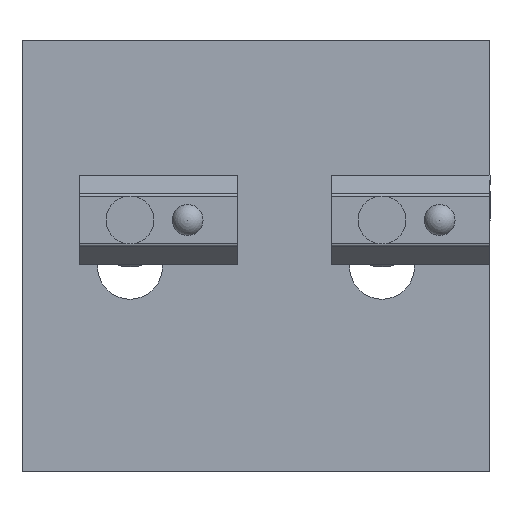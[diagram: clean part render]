
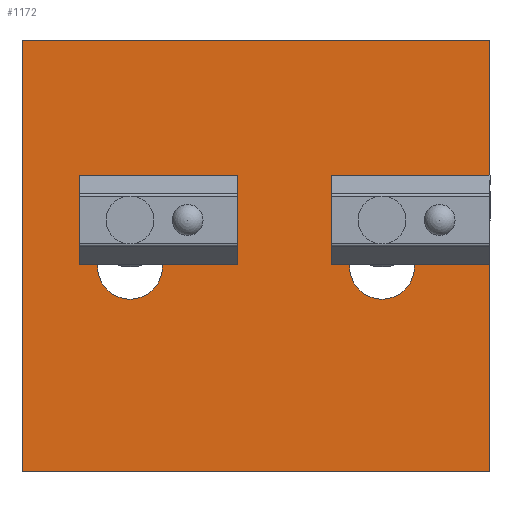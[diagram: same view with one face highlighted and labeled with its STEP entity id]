
A CAD part, left-side view. The second image highlights one B-rep face of the part: STEP entity #1172.
In plain terms, the highlighted planar face has unit normal (-1, 0, 0).
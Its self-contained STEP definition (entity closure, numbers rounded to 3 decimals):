
#83=CIRCLE('',#1510,4.5);
#84=CIRCLE('',#1514,4.5);
#85=CIRCLE('',#1515,4.5);
#86=CIRCLE('',#1516,4.5);
#169=ORIENTED_EDGE('',*,*,#486,.F.);
#170=ORIENTED_EDGE('',*,*,#490,.F.);
#171=ORIENTED_EDGE('',*,*,#494,.F.);
#172=ORIENTED_EDGE('',*,*,#492,.F.);
#173=ORIENTED_EDGE('',*,*,#495,.F.);
#174=ORIENTED_EDGE('',*,*,#496,.F.);
#175=ORIENTED_EDGE('',*,*,#497,.T.);
#176=ORIENTED_EDGE('',*,*,#450,.T.);
#177=ORIENTED_EDGE('',*,*,#498,.T.);
#178=ORIENTED_EDGE('',*,*,#499,.T.);
#179=ORIENTED_EDGE('',*,*,#500,.T.);
#180=ORIENTED_EDGE('',*,*,#501,.T.);
#450=EDGE_CURVE('',#615,#613,#727,.T.);
#486=EDGE_CURVE('',#649,#650,#83,.T.);
#490=EDGE_CURVE('',#652,#649,#755,.T.);
#492=EDGE_CURVE('',#650,#654,#757,.T.);
#494=EDGE_CURVE('',#654,#652,#84,.T.);
#495=EDGE_CURVE('',#655,#613,#759,.T.);
#496=EDGE_CURVE('',#656,#655,#760,.T.);
#497=EDGE_CURVE('',#656,#615,#761,.T.);
#498=EDGE_CURVE('',#657,#658,#762,.T.);
#499=EDGE_CURVE('',#658,#659,#85,.F.);
#500=EDGE_CURVE('',#659,#660,#763,.T.);
#501=EDGE_CURVE('',#660,#657,#86,.F.);
#613=VERTEX_POINT('',#1973);
#615=VERTEX_POINT('',#1976);
#649=VERTEX_POINT('',#2048);
#650=VERTEX_POINT('',#2050);
#652=VERTEX_POINT('',#2056);
#654=VERTEX_POINT('',#2062);
#655=VERTEX_POINT('',#2067);
#656=VERTEX_POINT('',#2069);
#657=VERTEX_POINT('',#2072);
#658=VERTEX_POINT('',#2073);
#659=VERTEX_POINT('',#2075);
#660=VERTEX_POINT('',#2077);
#727=LINE('',#1975,#840);
#755=LINE('',#2057,#868);
#757=LINE('',#2061,#870);
#759=LINE('',#2066,#872);
#760=LINE('',#2068,#873);
#761=LINE('',#2070,#874);
#762=LINE('',#2071,#875);
#763=LINE('',#2076,#876);
#840=VECTOR('',#1620,1000.);
#868=VECTOR('',#1680,1000.);
#870=VECTOR('',#1684,1000.);
#872=VECTOR('',#1690,1000.);
#873=VECTOR('',#1691,1000.);
#874=VECTOR('',#1692,1000.);
#875=VECTOR('',#1693,1000.);
#876=VECTOR('',#1696,1000.);
#962=EDGE_LOOP('',(#169,#170,#171,#172));
#963=EDGE_LOOP('',(#173,#174,#175,#176));
#964=EDGE_LOOP('',(#177,#178,#179,#180));
#1049=FACE_BOUND('',#962,.T.);
#1050=FACE_BOUND('',#963,.T.);
#1051=FACE_BOUND('',#964,.T.);
#1131=PLANE('',#1513);
#1172=ADVANCED_FACE('',(#1049,#1050,#1051),#1131,.T.);
#1510=AXIS2_PLACEMENT_3D('',#2049,#1673,#1674);
#1513=AXIS2_PLACEMENT_3D('',#2064,#1686,#1687);
#1514=AXIS2_PLACEMENT_3D('',#2065,#1688,#1689);
#1515=AXIS2_PLACEMENT_3D('',#2074,#1694,#1695);
#1516=AXIS2_PLACEMENT_3D('',#2078,#1697,#1698);
#1620=DIRECTION('',(0.,-1.,0.));
#1673=DIRECTION('',(-1.,0.,0.));
#1674=DIRECTION('',(0.,0.,1.));
#1680=DIRECTION('',(0.,0.,-1.));
#1684=DIRECTION('',(0.,0.,1.));
#1686=DIRECTION('',(-1.,0.,0.));
#1687=DIRECTION('',(0.,0.,1.));
#1688=DIRECTION('',(-1.,0.,0.));
#1689=DIRECTION('',(0.,0.,1.));
#1690=DIRECTION('',(0.,0.,-1.));
#1691=DIRECTION('',(0.,-1.,0.));
#1692=DIRECTION('',(0.,0.,-1.));
#1693=DIRECTION('',(0.,0.,1.));
#1694=DIRECTION('',(-1.,0.,0.));
#1695=DIRECTION('',(0.,0.,1.));
#1696=DIRECTION('',(0.,0.,-1.));
#1697=DIRECTION('',(-1.,0.,0.));
#1698=DIRECTION('',(0.,0.,1.));
#1973=CARTESIAN_POINT('',(0.,0.,0.));
#1975=CARTESIAN_POINT('',(0.,65.,0.));
#1976=CARTESIAN_POINT('',(0.,65.,0.));
#2048=CARTESIAN_POINT('',(0.,19.5,28.5));
#2049=CARTESIAN_POINT('',(0.,15.,28.5));
#2050=CARTESIAN_POINT('',(0.,10.5,28.5));
#2056=CARTESIAN_POINT('',(0.,19.5,36.5));
#2057=CARTESIAN_POINT('',(0.,19.5,60.));
#2061=CARTESIAN_POINT('',(0.,10.5,60.));
#2062=CARTESIAN_POINT('',(0.,10.5,36.5));
#2064=CARTESIAN_POINT('',(0.,65.,60.));
#2065=CARTESIAN_POINT('',(0.,15.,36.5));
#2066=CARTESIAN_POINT('',(0.,0.,60.));
#2067=CARTESIAN_POINT('',(0.,0.,60.));
#2068=CARTESIAN_POINT('',(0.,65.,60.));
#2069=CARTESIAN_POINT('',(0.,65.,60.));
#2070=CARTESIAN_POINT('',(0.,65.,60.));
#2071=CARTESIAN_POINT('',(0.,54.5,60.));
#2072=CARTESIAN_POINT('',(0.,54.5,28.5));
#2073=CARTESIAN_POINT('',(0.,54.5,36.5));
#2074=CARTESIAN_POINT('',(0.,50.,36.5));
#2075=CARTESIAN_POINT('',(0.,45.5,36.5));
#2076=CARTESIAN_POINT('',(0.,45.5,60.));
#2077=CARTESIAN_POINT('',(0.,45.5,28.5));
#2078=CARTESIAN_POINT('',(0.,50.,28.5));
